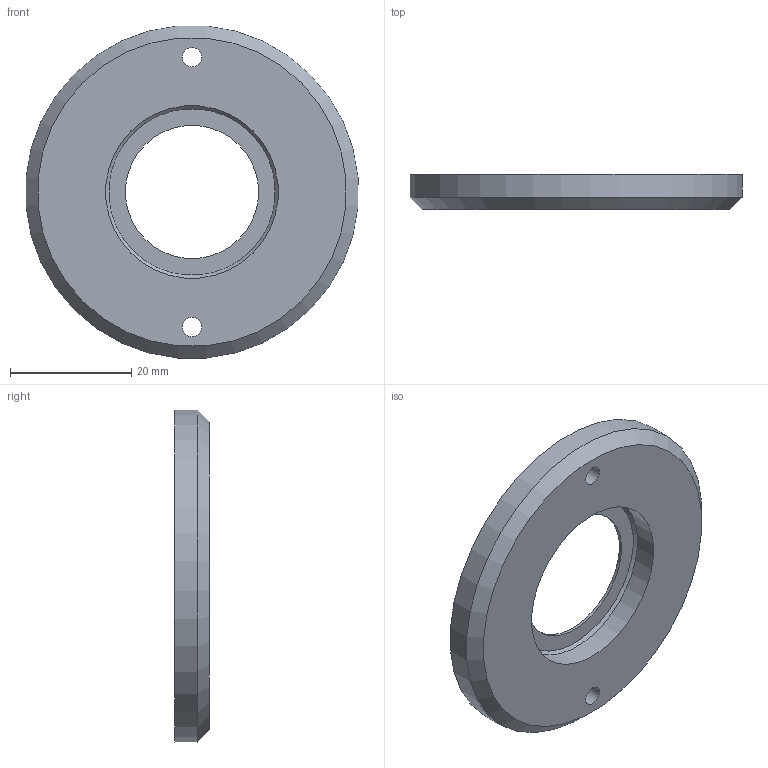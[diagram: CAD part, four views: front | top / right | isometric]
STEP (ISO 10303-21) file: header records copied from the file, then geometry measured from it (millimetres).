
FILE_DESCRIPTION(/* description */ (''),/* implementation_level */ '2;1');
FILE_NAME(/* name */ 'bearing_clamp_top.step',/* time_stamp */ '2024-05-05T15:52:25+02:00',/* author */ (''),/* organization */ (''),/* preprocessor_version */ 'ST-DEVELOPER v20',/* originating_system */ 'Autodesk Translation Framework v12.20.1.177',/* authorisation */ '');
FILE_SCHEMA (('AUTOMOTIVE_DESIGN { 1 0 10303 214 3 1 1 }'));
Length unit declared in the file: millimetre
Products named in the file (1): bearing_clamp_top
Bounding box: 54.79 x 5.75 x 54.79 mm (x, y, z)
Volume: 9485.5 mm3; surface area: 5292.2 mm2
Topology: 1 solids, 1 shells, 12 faces, 23 edges, 15 vertices
Faces by surface type: cylinder 5, plane 4, cone 3
Full cylindrical faces by diameter (mm): 3.2 x2, 22 x1, 28.5 x1, 55 x1
Entity records: 366 total; most frequent: DIRECTION 64, CARTESIAN_POINT 51, ORIENTED_EDGE 46, AXIS2_PLACEMENT_3D 28, EDGE_CURVE 23, EDGE_LOOP 20, CIRCLE 15, VERTEX_POINT 15
